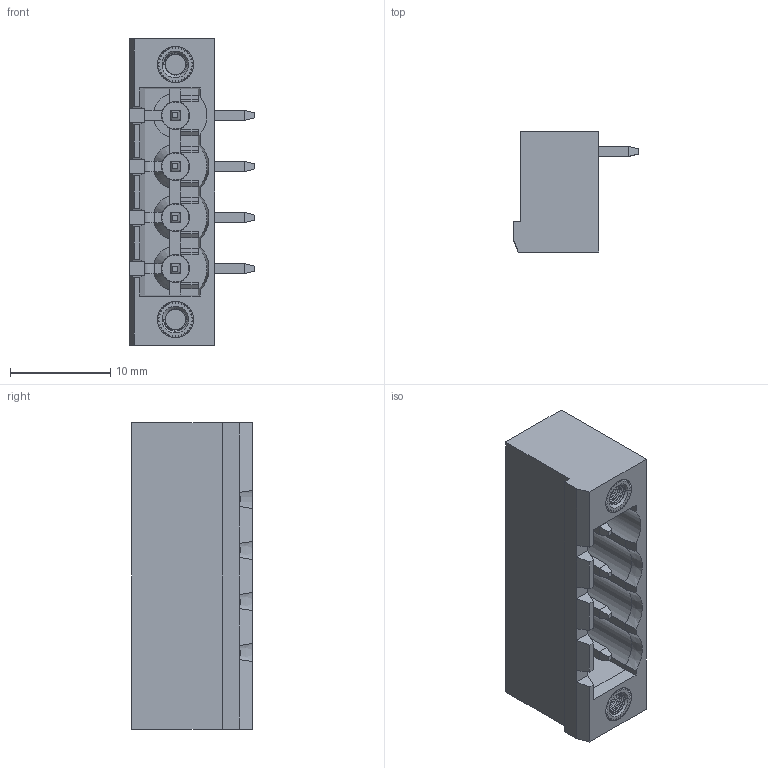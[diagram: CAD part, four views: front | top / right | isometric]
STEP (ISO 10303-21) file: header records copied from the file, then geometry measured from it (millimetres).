
FILE_DESCRIPTION((''),'2;1');
FILE_NAME('WJ2EDGRM-508-4P','2017-03-16T',('QZY'),(''),'CREO PARAMETRIC BY PTC INC, 2014440','CREO PARAMETRIC BY PTC INC, 2014440','');
FILE_SCHEMA(('CONFIG_CONTROL_DESIGN'));
Length unit declared in the file: millimetre
Products named in the file (1): WJ2EDGRM-508-4P
Bounding box: 12.5 x 12 x 30.48 mm (x, y, z)
Volume: 1534.8 mm3; surface area: 2954.2 mm2
Topology: 1 solids, 1 shells, 708 faces, 2097 edges, 1345 vertices
Faces by surface type: plane 465, cylinder 106, cone 93, bspline 36, sphere 8
Entity records: 33294 total; most frequent: CARTESIAN_POINT 15011, ORIENTED_EDGE 4178, DIRECTION 3254, EDGE_CURVE 2089, VERTEX_POINT 1345, VECTOR 1288, LINE 1288, AXIS2_PLACEMENT_3D 983
